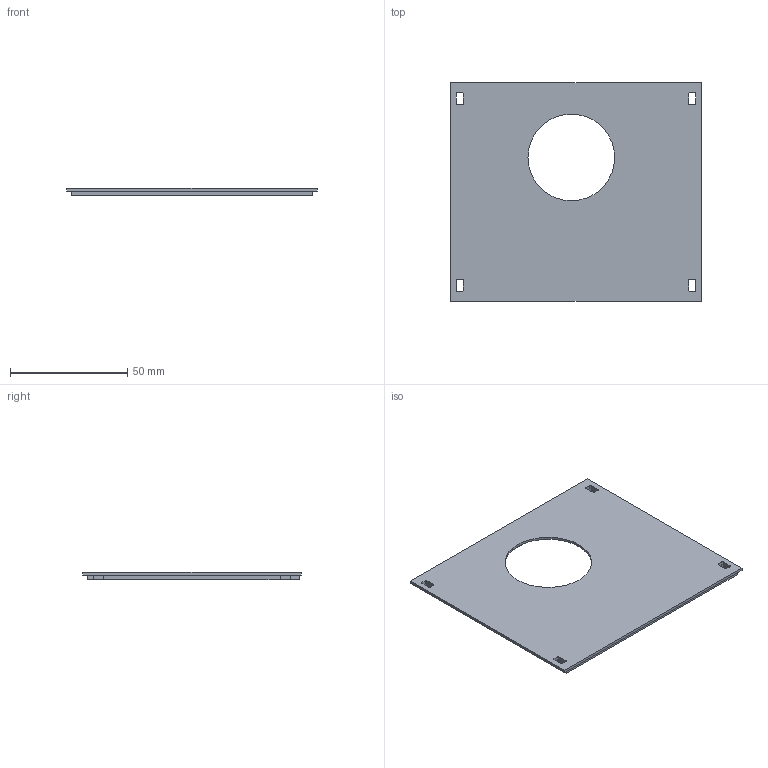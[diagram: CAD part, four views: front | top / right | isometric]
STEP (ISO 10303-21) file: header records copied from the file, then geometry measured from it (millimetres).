
FILE_DESCRIPTION(/* description */ (''),/* implementation_level */ '2;1');
FILE_NAME(/* name */ 'Jetson_case_Top.step',/* time_stamp */ '2024-07-16T08:40:52+02:00',/* author */ (''),/* organization */ (''),/* preprocessor_version */ 'ST-DEVELOPER v20',/* originating_system */ 'Autodesk Translation Framework v13.14.0.145',/* authorisation */ '');
FILE_SCHEMA (('AUTOMOTIVE_DESIGN { 1 0 10303 214 3 1 1 }'));
Length unit declared in the file: millimetre
Products named in the file (1): Top
Bounding box: 107 x 93.5 x 3 mm (x, y, z)
Volume: 22698.7 mm3; surface area: 19618.3 mm2
Topology: 1 solids, 1 shells, 49 faces, 135 edges, 90 vertices
Faces by surface type: plane 32, cylinder 17
Full cylindrical faces by diameter (mm): 37 x1
Entity records: 1616 total; most frequent: CARTESIAN_POINT 275, ORIENTED_EDGE 270, DIRECTION 269, EDGE_CURVE 135, LINE 101, VECTOR 101, VERTEX_POINT 90, AXIS2_PLACEMENT_3D 84
